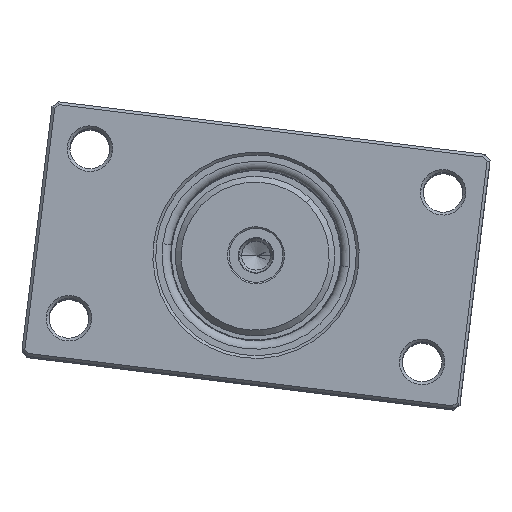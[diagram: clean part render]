
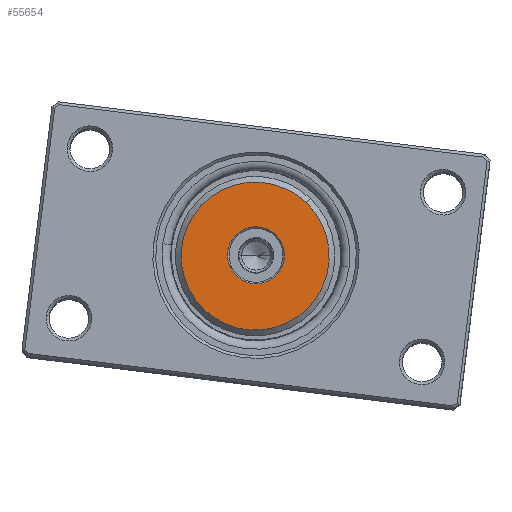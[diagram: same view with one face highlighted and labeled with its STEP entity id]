
A CAD part, top view. The second image highlights one B-rep face of the part: STEP entity #55654.
In plain terms, the highlighted face is planar.
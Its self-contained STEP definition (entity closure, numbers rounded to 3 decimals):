
#562 = VERTEX_POINT ( 'NONE', #37559 ) ;
#780 = VERTEX_POINT ( 'NONE', #31012 ) ;
#1369 = ORIENTED_EDGE ( 'NONE', *, *, #10345, .T. ) ;
#3205 = DIRECTION ( 'NONE',  ( 0., 1., 0. ) ) ;
#4157 = VERTEX_POINT ( 'NONE', #22445 ) ;
#4973 = DIRECTION ( 'NONE',  ( 0., 1., 0. ) ) ;
#10345 = EDGE_CURVE ( 'NONE', #562, #55487, #11191, .T. ) ;
#11191 = CIRCLE ( 'NONE', #44415, 26. ) ;
#11678 = CIRCLE ( 'NONE', #53886, 10. ) ;
#12033 = ORIENTED_EDGE ( 'NONE', *, *, #20128, .T. ) ;
#15421 = CARTESIAN_POINT ( 'NONE',  ( 0., 50., 0.424 ) ) ;
#15970 = FACE_OUTER_BOUND ( 'NONE', #51656, .T. ) ;
#17793 = DIRECTION ( 'NONE',  ( 0., -1., 0. ) ) ;
#17931 = AXIS2_PLACEMENT_3D ( 'NONE', #34685, #4973, #39672 ) ;
#20128 = EDGE_CURVE ( 'NONE', #4157, #780, #34597, .T. ) ;
#20420 = DIRECTION ( 'NONE',  ( 0., 0., 1. ) ) ;
#22445 = CARTESIAN_POINT ( 'NONE',  ( 0., 50., 10. ) ) ;
#24656 = EDGE_LOOP ( 'NONE', ( #12033, #52910 ) ) ;
#27859 = EDGE_CURVE ( 'NONE', #780, #4157, #11678, .T. ) ;
#28178 = DIRECTION ( 'NONE',  ( 0., -1., 0. ) ) ;
#28434 = ORIENTED_EDGE ( 'NONE', *, *, #53502, .T. ) ;
#29641 = AXIS2_PLACEMENT_3D ( 'NONE', #15421, #50132, #20420 ) ;
#31012 = CARTESIAN_POINT ( 'NONE',  ( 0., 50., -10. ) ) ;
#31703 = CARTESIAN_POINT ( 'NONE',  ( 0., 50., -25.576 ) ) ;
#32904 = CARTESIAN_POINT ( 'NONE',  ( 0., 50., 0.424 ) ) ;
#34597 = CIRCLE ( 'NONE', #61047, 10. ) ;
#34685 = CARTESIAN_POINT ( 'NONE',  ( 0., 50., 0.424 ) ) ;
#37559 = CARTESIAN_POINT ( 'NONE',  ( 0., 50., 26.424 ) ) ;
#37897 = DIRECTION ( 'NONE',  ( 0., 0., 1. ) ) ;
#38101 = CIRCLE ( 'NONE', #17931, 26. ) ;
#39672 = DIRECTION ( 'NONE',  ( 0., 0., 1. ) ) ;
#44415 = AXIS2_PLACEMENT_3D ( 'NONE', #32904, #3205, #37897 ) ;
#45139 = PLANE ( 'NONE',  #29641 ) ;
#47489 = CARTESIAN_POINT ( 'NONE',  ( 0., 50., 0. ) ) ;
#50132 = DIRECTION ( 'NONE',  ( 0., 1., 0. ) ) ;
#51656 = EDGE_LOOP ( 'NONE', ( #28434, #1369 ) ) ;
#52515 = DIRECTION ( 'NONE',  ( 0., 0., 1. ) ) ;
#52910 = ORIENTED_EDGE ( 'NONE', *, *, #27859, .T. ) ;
#53502 = EDGE_CURVE ( 'NONE', #55487, #562, #38101, .T. ) ;
#53886 = AXIS2_PLACEMENT_3D ( 'NONE', #57915, #28178, #62892 ) ;
#55487 = VERTEX_POINT ( 'NONE', #31703 ) ;
#55558 = FACE_BOUND ( 'NONE', #24656, .T. ) ;
#55654 = ADVANCED_FACE ( 'NONE', ( #55558, #15970 ), #45139, .T. ) ;
#57915 = CARTESIAN_POINT ( 'NONE',  ( 0., 50., 0. ) ) ;
#61047 = AXIS2_PLACEMENT_3D ( 'NONE', #47489, #17793, #52515 ) ;
#62892 = DIRECTION ( 'NONE',  ( 0., 0., 1. ) ) ;
